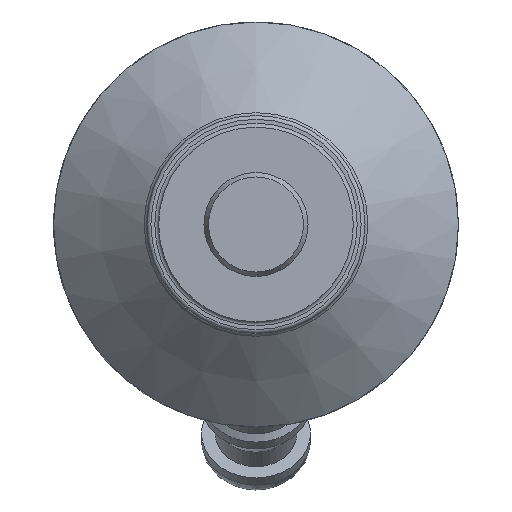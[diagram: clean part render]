
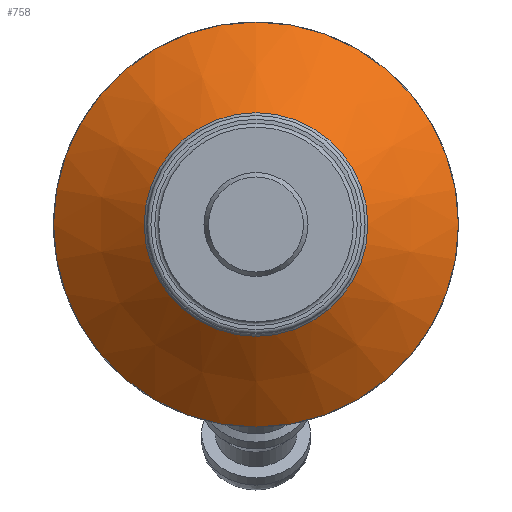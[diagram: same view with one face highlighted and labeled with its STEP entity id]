
A CAD part, front view. The second image highlights one B-rep face of the part: STEP entity #758.
In plain terms, the highlighted conical face has half-angle 50.194 degrees and reference radius 20.18 mm.
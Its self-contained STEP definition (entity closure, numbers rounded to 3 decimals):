
#32=CONICAL_SURFACE('',#872,20.18,0.876);
#53=LINE('',#1318,#88);
#88=VECTOR('',#1078,20.18);
#155=FACE_OUTER_BOUND('',#205,.T.);
#205=EDGE_LOOP('',(#570,#571,#572,#573,#574,#575));
#259=CIRCLE('',#852,14.36);
#263=CIRCLE('',#856,14.36);
#273=CIRCLE('',#873,26.);
#274=CIRCLE('',#874,26.);
#320=VERTEX_POINT('',#1282);
#321=VERTEX_POINT('',#1283);
#331=VERTEX_POINT('',#1317);
#332=VERTEX_POINT('',#1319);
#399=EDGE_CURVE('',#320,#321,#259,.T.);
#403=EDGE_CURVE('',#321,#320,#263,.T.);
#416=EDGE_CURVE('',#321,#331,#53,.T.);
#417=EDGE_CURVE('',#332,#331,#273,.T.);
#418=EDGE_CURVE('',#331,#332,#274,.T.);
#570=ORIENTED_EDGE('',*,*,#399,.T.);
#571=ORIENTED_EDGE('',*,*,#416,.T.);
#572=ORIENTED_EDGE('',*,*,#417,.F.);
#573=ORIENTED_EDGE('',*,*,#418,.F.);
#574=ORIENTED_EDGE('',*,*,#416,.F.);
#575=ORIENTED_EDGE('',*,*,#403,.T.);
#758=ADVANCED_FACE('',(#155),#32,.T.);
#852=AXIS2_PLACEMENT_3D('',#1284,#1033,#1034);
#856=AXIS2_PLACEMENT_3D('',#1290,#1041,#1042);
#872=AXIS2_PLACEMENT_3D('',#1316,#1076,#1077);
#873=AXIS2_PLACEMENT_3D('',#1320,#1079,#1080);
#874=AXIS2_PLACEMENT_3D('',#1321,#1081,#1082);
#1033=DIRECTION('center_axis',(0.,1.,0.));
#1034=DIRECTION('ref_axis',(1.,0.,0.));
#1041=DIRECTION('center_axis',(0.,1.,0.));
#1042=DIRECTION('ref_axis',(1.,0.,0.));
#1076=DIRECTION('center_axis',(0.,1.,0.));
#1077=DIRECTION('ref_axis',(0.,0.,-1.));
#1078=DIRECTION('',(0.,0.64,0.768));
#1079=DIRECTION('center_axis',(0.,1.,0.));
#1080=DIRECTION('ref_axis',(-1.,0.,0.));
#1081=DIRECTION('center_axis',(0.,1.,0.));
#1082=DIRECTION('ref_axis',(-1.,0.,0.));
#1282=CARTESIAN_POINT('',(0.,12.3,-14.36));
#1283=CARTESIAN_POINT('',(0.,12.3,14.36));
#1284=CARTESIAN_POINT('Origin',(0.,12.3,0.));
#1290=CARTESIAN_POINT('Origin',(0.,12.3,0.));
#1316=CARTESIAN_POINT('Origin',(0.,17.15,0.));
#1317=CARTESIAN_POINT('',(0.,22.,26.));
#1318=CARTESIAN_POINT('',(0.,17.15,20.18));
#1319=CARTESIAN_POINT('',(26.,22.,0.));
#1320=CARTESIAN_POINT('Origin',(0.,22.,0.));
#1321=CARTESIAN_POINT('Origin',(0.,22.,0.));
